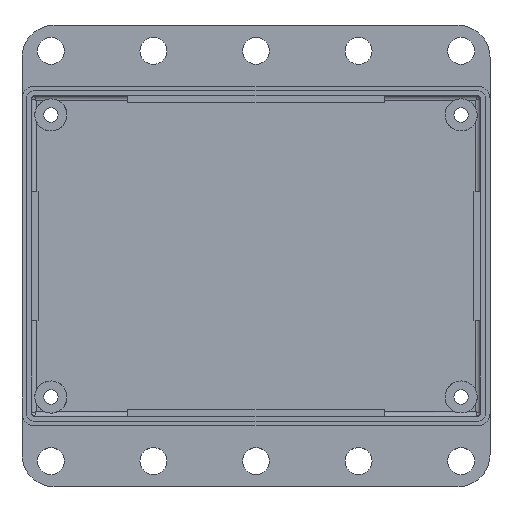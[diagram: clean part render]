
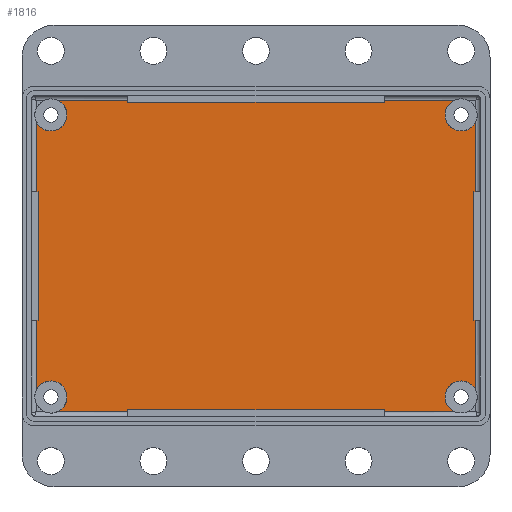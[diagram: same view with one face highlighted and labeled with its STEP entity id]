
A CAD part, top view. The second image highlights one B-rep face of the part: STEP entity #1816.
In plain terms, the highlighted planar face has unit normal (0, 0, 1).
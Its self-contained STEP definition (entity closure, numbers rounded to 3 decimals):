
#118=PLANE('',#1987);
#199=FACE_OUTER_BOUND('',#326,.T.);
#326=EDGE_LOOP('',(#1497,#1498,#1499,#1500,#1501,#1502,#1503,#1504,#1505,
#1506,#1507,#1508,#1509,#1510,#1511,#1512,#1513,#1514,#1515,#1516,#1517,
#1518,#1519,#1520));
#456=LINE('',#2878,#600);
#457=LINE('',#2893,#601);
#462=LINE('',#2903,#606);
#468=LINE('',#2916,#612);
#472=LINE('',#2976,#616);
#473=LINE('',#2991,#617);
#477=LINE('',#2999,#621);
#478=LINE('',#3002,#622);
#483=LINE('',#3066,#627);
#484=LINE('',#3081,#628);
#489=LINE('',#3091,#633);
#495=LINE('',#3104,#639);
#499=LINE('',#3165,#643);
#500=LINE('',#3180,#644);
#504=LINE('',#3188,#648);
#505=LINE('',#3193,#649);
#506=LINE('',#3195,#650);
#507=LINE('',#3198,#651);
#508=LINE('',#3199,#652);
#509=LINE('',#3201,#653);
#600=VECTOR('',#2286,11.02);
#601=VECTOR('',#2289,11.02);
#606=VECTOR('',#2298,0.3);
#612=VECTOR('',#2308,0.3);
#616=VECTOR('',#2324,11.02);
#617=VECTOR('',#2327,11.02);
#621=VECTOR('',#2335,0.3);
#622=VECTOR('',#2338,0.3);
#627=VECTOR('',#2357,11.02);
#628=VECTOR('',#2360,11.02);
#633=VECTOR('',#2369,0.3);
#639=VECTOR('',#2381,0.3);
#643=VECTOR('',#2399,11.02);
#644=VECTOR('',#2402,11.02);
#648=VECTOR('',#2410,0.3);
#649=VECTOR('',#2419,20.);
#650=VECTOR('',#2422,40.);
#651=VECTOR('',#2425,20.);
#652=VECTOR('',#2426,0.3);
#653=VECTOR('',#2429,40.);
#750=CIRCLE('',#1988,2.5);
#751=CIRCLE('',#1989,2.5);
#752=CIRCLE('',#1990,2.5);
#753=CIRCLE('',#1991,2.5);
#865=VERTEX_POINT('',#2864);
#866=VERTEX_POINT('',#2876);
#867=VERTEX_POINT('',#2880);
#869=VERTEX_POINT('',#2892);
#872=VERTEX_POINT('',#2901);
#877=VERTEX_POINT('',#2915);
#881=VERTEX_POINT('',#2962);
#882=VERTEX_POINT('',#2974);
#883=VERTEX_POINT('',#2978);
#885=VERTEX_POINT('',#2990);
#887=VERTEX_POINT('',#2997);
#888=VERTEX_POINT('',#3001);
#893=VERTEX_POINT('',#3050);
#895=VERTEX_POINT('',#3064);
#896=VERTEX_POINT('',#3068);
#898=VERTEX_POINT('',#3080);
#901=VERTEX_POINT('',#3089);
#905=VERTEX_POINT('',#3103);
#909=VERTEX_POINT('',#3151);
#910=VERTEX_POINT('',#3163);
#911=VERTEX_POINT('',#3167);
#913=VERTEX_POINT('',#3179);
#915=VERTEX_POINT('',#3186);
#916=VERTEX_POINT('',#3197);
#1064=EDGE_CURVE('',#866,#865,#456,.T.);
#1066=EDGE_CURVE('',#867,#869,#457,.T.);
#1072=EDGE_CURVE('',#866,#872,#462,.T.);
#1078=EDGE_CURVE('',#877,#869,#468,.T.);
#1087=EDGE_CURVE('',#882,#881,#472,.T.);
#1089=EDGE_CURVE('',#883,#885,#473,.T.);
#1094=EDGE_CURVE('',#882,#887,#477,.T.);
#1095=EDGE_CURVE('',#888,#885,#478,.T.);
#1106=EDGE_CURVE('',#895,#893,#483,.T.);
#1108=EDGE_CURVE('',#896,#898,#484,.T.);
#1114=EDGE_CURVE('',#895,#901,#489,.T.);
#1120=EDGE_CURVE('',#905,#898,#495,.T.);
#1130=EDGE_CURVE('',#910,#909,#499,.T.);
#1132=EDGE_CURVE('',#911,#913,#500,.T.);
#1137=EDGE_CURVE('',#910,#915,#504,.T.);
#1139=EDGE_CURVE('',#872,#888,#505,.T.);
#1140=EDGE_CURVE('',#883,#881,#750,.T.);
#1141=EDGE_CURVE('',#887,#905,#506,.T.);
#1142=EDGE_CURVE('',#896,#893,#751,.T.);
#1143=EDGE_CURVE('',#901,#916,#507,.T.);
#1144=EDGE_CURVE('',#916,#913,#508,.T.);
#1145=EDGE_CURVE('',#911,#909,#752,.T.);
#1146=EDGE_CURVE('',#915,#877,#509,.T.);
#1147=EDGE_CURVE('',#867,#865,#753,.T.);
#1497=ORIENTED_EDGE('',*,*,#1064,.F.);
#1498=ORIENTED_EDGE('',*,*,#1072,.T.);
#1499=ORIENTED_EDGE('',*,*,#1139,.T.);
#1500=ORIENTED_EDGE('',*,*,#1095,.T.);
#1501=ORIENTED_EDGE('',*,*,#1089,.F.);
#1502=ORIENTED_EDGE('',*,*,#1140,.T.);
#1503=ORIENTED_EDGE('',*,*,#1087,.F.);
#1504=ORIENTED_EDGE('',*,*,#1094,.T.);
#1505=ORIENTED_EDGE('',*,*,#1141,.T.);
#1506=ORIENTED_EDGE('',*,*,#1120,.T.);
#1507=ORIENTED_EDGE('',*,*,#1108,.F.);
#1508=ORIENTED_EDGE('',*,*,#1142,.T.);
#1509=ORIENTED_EDGE('',*,*,#1106,.F.);
#1510=ORIENTED_EDGE('',*,*,#1114,.T.);
#1511=ORIENTED_EDGE('',*,*,#1143,.T.);
#1512=ORIENTED_EDGE('',*,*,#1144,.T.);
#1513=ORIENTED_EDGE('',*,*,#1132,.F.);
#1514=ORIENTED_EDGE('',*,*,#1145,.T.);
#1515=ORIENTED_EDGE('',*,*,#1130,.F.);
#1516=ORIENTED_EDGE('',*,*,#1137,.T.);
#1517=ORIENTED_EDGE('',*,*,#1146,.T.);
#1518=ORIENTED_EDGE('',*,*,#1078,.T.);
#1519=ORIENTED_EDGE('',*,*,#1066,.F.);
#1520=ORIENTED_EDGE('',*,*,#1147,.T.);
#1816=ADVANCED_FACE('',(#199),#118,.T.);
#1987=AXIS2_PLACEMENT_3D('',#3192,#2417,#2418);
#1988=AXIS2_PLACEMENT_3D('',#3194,#2420,#2421);
#1989=AXIS2_PLACEMENT_3D('',#3196,#2423,#2424);
#1990=AXIS2_PLACEMENT_3D('',#3200,#2427,#2428);
#1991=AXIS2_PLACEMENT_3D('',#3202,#2430,#2431);
#2286=DIRECTION('',(0.,-1.,0.));
#2289=DIRECTION('',(-1.,0.,0.));
#2298=DIRECTION('',(-1.,0.,0.));
#2308=DIRECTION('',(0.,-1.,0.));
#2324=DIRECTION('',(1.,0.,0.));
#2327=DIRECTION('',(0.,-1.,0.));
#2335=DIRECTION('',(0.,-1.,0.));
#2338=DIRECTION('',(1.,0.,0.));
#2357=DIRECTION('',(0.,1.,0.));
#2360=DIRECTION('',(1.,0.,0.));
#2369=DIRECTION('',(1.,0.,0.));
#2381=DIRECTION('',(0.,1.,0.));
#2399=DIRECTION('',(-1.,0.,0.));
#2402=DIRECTION('',(0.,1.,0.));
#2410=DIRECTION('',(0.,1.,0.));
#2417=DIRECTION('center_axis',(0.,0.,1.));
#2418=DIRECTION('ref_axis',(1.,0.,0.));
#2419=DIRECTION('',(0.,1.,0.));
#2420=DIRECTION('center_axis',(0.,0.,-1.));
#2421=DIRECTION('ref_axis',(-1.,0.,0.));
#2422=DIRECTION('',(-1.,0.,0.));
#2423=DIRECTION('center_axis',(0.,0.,-1.));
#2424=DIRECTION('ref_axis',(-1.,0.,0.));
#2425=DIRECTION('',(0.,-1.,0.));
#2426=DIRECTION('',(-1.,0.,0.));
#2427=DIRECTION('center_axis',(0.,0.,-1.));
#2428=DIRECTION('ref_axis',(-1.,0.,0.));
#2429=DIRECTION('',(1.,0.,0.));
#2430=DIRECTION('center_axis',(0.,0.,-1.));
#2431=DIRECTION('ref_axis',(-1.,0.,0.));
#2864=CARTESIAN_POINT('',(66.3,10.98,3.));
#2876=CARTESIAN_POINT('',(66.3,22.,3.));
#2878=CARTESIAN_POINT('',(66.3,44.25,3.));
#2880=CARTESIAN_POINT('',(63.02,7.7,3.));
#2892=CARTESIAN_POINT('',(52.,7.7,3.));
#2893=CARTESIAN_POINT('',(49.25,7.7,3.));
#2901=CARTESIAN_POINT('',(66.,22.,3.));
#2903=CARTESIAN_POINT('',(49.,22.,3.));
#2915=CARTESIAN_POINT('',(52.,8.,3.));
#2916=CARTESIAN_POINT('',(52.,19.5,3.));
#2962=CARTESIAN_POINT('',(63.02,56.3,3.));
#2974=CARTESIAN_POINT('',(52.,56.3,3.));
#2976=CARTESIAN_POINT('',(14.75,56.3,3.));
#2978=CARTESIAN_POINT('',(66.3,53.02,3.));
#2990=CARTESIAN_POINT('',(66.3,42.,3.));
#2991=CARTESIAN_POINT('',(66.3,44.25,3.));
#2997=CARTESIAN_POINT('',(52.,56.,3.));
#2999=CARTESIAN_POINT('',(52.,44.,3.));
#3001=CARTESIAN_POINT('',(66.,42.,3.));
#3002=CARTESIAN_POINT('',(49.5,42.,3.));
#3050=CARTESIAN_POINT('',(-2.3,53.02,3.));
#3064=CARTESIAN_POINT('',(-2.3,42.,3.));
#3066=CARTESIAN_POINT('',(-2.3,19.75,3.));
#3068=CARTESIAN_POINT('',(0.98,56.3,3.));
#3080=CARTESIAN_POINT('',(12.,56.3,3.));
#3081=CARTESIAN_POINT('',(14.75,56.3,3.));
#3089=CARTESIAN_POINT('',(-2.,42.,3.));
#3091=CARTESIAN_POINT('',(15.,42.,3.));
#3103=CARTESIAN_POINT('',(12.,56.,3.));
#3104=CARTESIAN_POINT('',(12.,44.5,3.));
#3151=CARTESIAN_POINT('',(0.98,7.7,3.));
#3163=CARTESIAN_POINT('',(12.,7.7,3.));
#3165=CARTESIAN_POINT('',(49.25,7.7,3.));
#3167=CARTESIAN_POINT('',(-2.3,10.98,3.));
#3179=CARTESIAN_POINT('',(-2.3,22.,3.));
#3180=CARTESIAN_POINT('',(-2.3,19.75,3.));
#3186=CARTESIAN_POINT('',(12.,8.,3.));
#3188=CARTESIAN_POINT('',(12.,20.,3.));
#3192=CARTESIAN_POINT('Origin',(32.,32.,3.));
#3193=CARTESIAN_POINT('',(66.,37.,3.));
#3194=CARTESIAN_POINT('Origin',(64.,54.,3.));
#3195=CARTESIAN_POINT('',(22.,56.,3.));
#3196=CARTESIAN_POINT('Origin',(0.,54.,3.));
#3197=CARTESIAN_POINT('',(-2.,22.,3.));
#3198=CARTESIAN_POINT('',(-2.,27.,3.));
#3199=CARTESIAN_POINT('',(14.5,22.,3.));
#3200=CARTESIAN_POINT('Origin',(0.,10.,3.));
#3201=CARTESIAN_POINT('',(42.,8.,3.));
#3202=CARTESIAN_POINT('Origin',(64.,10.,3.));
